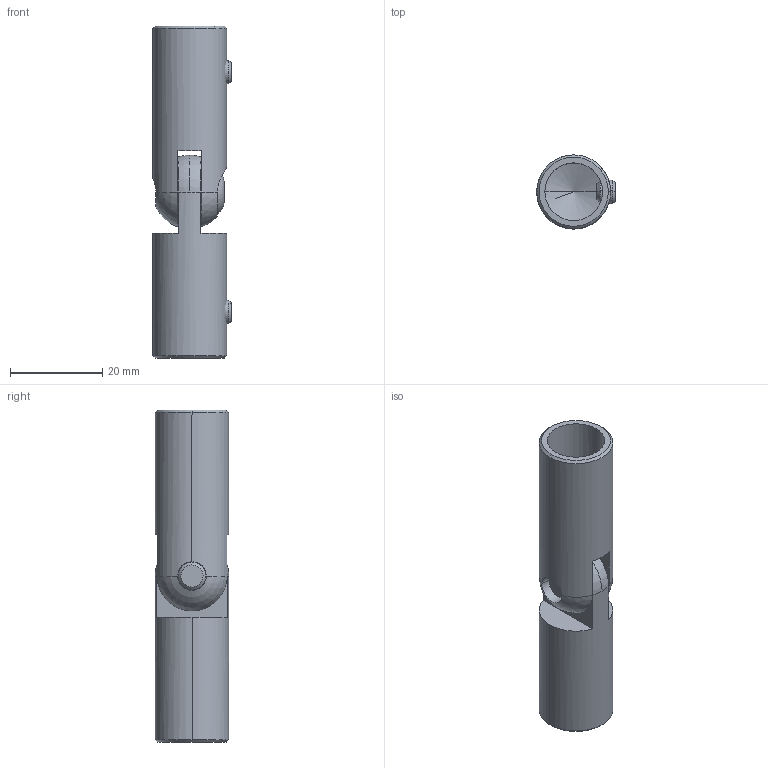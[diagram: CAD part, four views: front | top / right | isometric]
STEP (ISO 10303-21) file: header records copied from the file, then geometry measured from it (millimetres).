
FILE_DESCRIPTION (( 'STEP AP203' ), '1' );
FILE_NAME ('A_0302-012-B.STEP', '2023-11-06T07:17:19', ( '' ), ( '' ), 'SwSTEP 2.0', 'SolidWorks 2019', '' );
FILE_SCHEMA (( 'CONFIG_CONTROL_DESIGN' ));
Length unit declared in the file: millimetre
Products named in the file (5): A_0302-012-B.P1; SKRUTKA stn iso 7380_M6x12; A_0302-012-B; A_0302-012-B.P2; skrutka DIN 913_M5x5_A2-70
Assembly tree (5 placements, depth 2):
  A_0302-012-B
    A_0302-012-B.P1
    A_0302-012-B.P2
    skrutka DIN 913_M5x5_A2-70  x2
    SKRUTKA stn iso 7380_M6x12
Bounding box: 17 x 16 x 72 mm (x, y, z)
Volume: 7554.8 mm3; surface area: 7717.6 mm2
Topology: 5 solids, 5 shells, 128 faces, 300 edges, 172 vertices
Faces by surface type: plane 52, cone 44, cylinder 26, sphere 4, torus 2
Entity records: 3750 total; most frequent: CARTESIAN_POINT 914, DIRECTION 499, ORIENTED_EDGE 470, EDGE_CURVE 235, AXIS2_PLACEMENT_3D 202, VERTEX_POINT 143, EDGE_LOOP 108, ADVANCED_FACE 99
